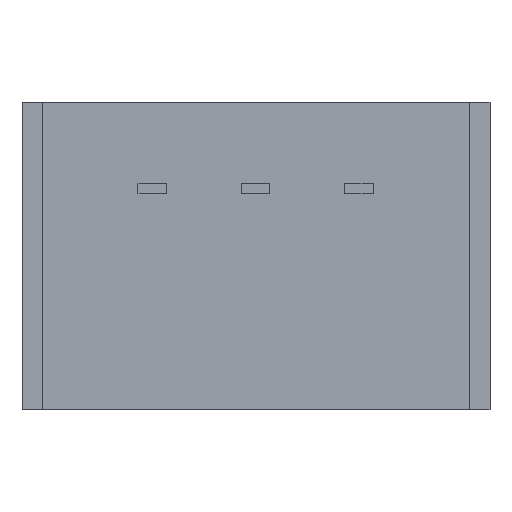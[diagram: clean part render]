
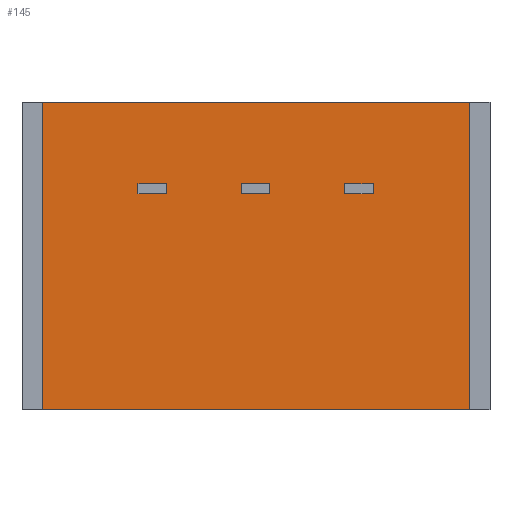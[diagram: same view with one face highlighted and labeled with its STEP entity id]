
A CAD part, front view. The second image highlights one B-rep face of the part: STEP entity #145.
In plain terms, the highlighted planar face has unit normal (0, -1, 0).
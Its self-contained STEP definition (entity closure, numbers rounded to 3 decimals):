
#9 = EDGE_CURVE ( 'NONE', #159, #216, #782, .T. ) ;
#15 = CARTESIAN_POINT ( 'NONE',  ( 5.25, -4.85, 7.55 ) ) ;
#20 = EDGE_CURVE ( 'NONE', #249, #135, #512, .T. ) ;
#44 = LINE ( 'NONE', #364, #650 ) ;
#45 = VECTOR ( 'NONE', #74, 1000. ) ;
#47 = ORIENTED_EDGE ( 'NONE', *, *, #500, .F. ) ;
#48 = CARTESIAN_POINT ( 'NONE',  ( 0.34, -4.85, 5.3 ) ) ;
#56 = CARTESIAN_POINT ( 'NONE',  ( 2.18, -4.85, 5.55 ) ) ;
#60 = CARTESIAN_POINT ( 'NONE',  ( -0.36, -4.85, 5.55 ) ) ;
#70 = VECTOR ( 'NONE', #788, 1000. ) ;
#74 = DIRECTION ( 'NONE',  ( 0., 0., 1. ) ) ;
#91 = CARTESIAN_POINT ( 'NONE',  ( 2.18, -4.85, 5.55 ) ) ;
#98 = ORIENTED_EDGE ( 'NONE', *, *, #337, .F. ) ;
#102 = DIRECTION ( 'NONE',  ( 0., 0., 1. ) ) ;
#105 = VECTOR ( 'NONE', #233, 1000. ) ;
#119 = ORIENTED_EDGE ( 'NONE', *, *, #242, .F. ) ;
#120 = CARTESIAN_POINT ( 'NONE',  ( 2.88, -4.85, 5.55 ) ) ;
#130 = AXIS2_PLACEMENT_3D ( 'NONE', #221, #404, #469 ) ;
#135 = VERTEX_POINT ( 'NONE', #698 ) ;
#141 = CARTESIAN_POINT ( 'NONE',  ( 2.18, -4.85, 5.3 ) ) ;
#143 = EDGE_LOOP ( 'NONE', ( #776, #344, #248, #618 ) ) ;
#145 = ADVANCED_FACE ( 'NONE', ( #177, #730, #300, #761 ), #285, .F. ) ;
#158 = ORIENTED_EDGE ( 'NONE', *, *, #460, .F. ) ;
#159 = VERTEX_POINT ( 'NONE', #416 ) ;
#167 = LINE ( 'NONE', #91, #269 ) ;
#168 = VECTOR ( 'NONE', #780, 1000. ) ;
#170 = CARTESIAN_POINT ( 'NONE',  ( 0., -4.85, 0. ) ) ;
#171 = VERTEX_POINT ( 'NONE', #713 ) ;
#173 = DIRECTION ( 'NONE',  ( 1., 0., 0. ) ) ;
#177 = FACE_BOUND ( 'NONE', #196, .T. ) ;
#180 = CARTESIAN_POINT ( 'NONE',  ( -2.9, -4.85, 5.55 ) ) ;
#194 = LINE ( 'NONE', #610, #682 ) ;
#195 = EDGE_CURVE ( 'NONE', #200, #171, #609, .T. ) ;
#196 = EDGE_LOOP ( 'NONE', ( #553, #218, #470, #98 ) ) ;
#199 = DIRECTION ( 'NONE',  ( 0., 0., 1. ) ) ;
#200 = VERTEX_POINT ( 'NONE', #415 ) ;
#209 = DIRECTION ( 'NONE',  ( 0., 0., -1. ) ) ;
#211 = CARTESIAN_POINT ( 'NONE',  ( 0., -4.85, 7.55 ) ) ;
#212 = EDGE_CURVE ( 'NONE', #429, #286, #556, .T. ) ;
#215 = VECTOR ( 'NONE', #243, 1000. ) ;
#216 = VERTEX_POINT ( 'NONE', #588 ) ;
#218 = ORIENTED_EDGE ( 'NONE', *, *, #601, .F. ) ;
#221 = CARTESIAN_POINT ( 'NONE',  ( 0., -4.85, 7.55 ) ) ;
#233 = DIRECTION ( 'NONE',  ( 1., 0., 0. ) ) ;
#242 = EDGE_CURVE ( 'NONE', #748, #652, #409, .T. ) ;
#243 = DIRECTION ( 'NONE',  ( 0., 0., -1. ) ) ;
#246 = VECTOR ( 'NONE', #742, 1000. ) ;
#248 = ORIENTED_EDGE ( 'NONE', *, *, #699, .F. ) ;
#249 = VERTEX_POINT ( 'NONE', #589 ) ;
#252 = EDGE_CURVE ( 'NONE', #171, #135, #478, .T. ) ;
#253 = LINE ( 'NONE', #180, #70 ) ;
#254 = VECTOR ( 'NONE', #209, 1000. ) ;
#260 = LINE ( 'NONE', #60, #549 ) ;
#269 = VECTOR ( 'NONE', #520, 1000. ) ;
#285 = PLANE ( 'NONE',  #130 ) ;
#286 = VERTEX_POINT ( 'NONE', #426 ) ;
#294 = VERTEX_POINT ( 'NONE', #727 ) ;
#300 = FACE_BOUND ( 'NONE', #504, .T. ) ;
#314 = CARTESIAN_POINT ( 'NONE',  ( -0.36, -4.85, 5.55 ) ) ;
#323 = EDGE_CURVE ( 'NONE', #216, #793, #253, .T. ) ;
#325 = ORIENTED_EDGE ( 'NONE', *, *, #765, .F. ) ;
#326 = CARTESIAN_POINT ( 'NONE',  ( -2.9, -4.85, 5.55 ) ) ;
#330 = VECTOR ( 'NONE', #102, 1000. ) ;
#331 = VERTEX_POINT ( 'NONE', #120 ) ;
#337 = EDGE_CURVE ( 'NONE', #294, #429, #456, .T. ) ;
#344 = ORIENTED_EDGE ( 'NONE', *, *, #20, .F. ) ;
#346 = ORIENTED_EDGE ( 'NONE', *, *, #365, .F. ) ;
#364 = CARTESIAN_POINT ( 'NONE',  ( -2.9, -4.85, 5.3 ) ) ;
#365 = EDGE_CURVE ( 'NONE', #558, #159, #44, .T. ) ;
#366 = CARTESIAN_POINT ( 'NONE',  ( -0.36, -4.85, 5.55 ) ) ;
#381 = DIRECTION ( 'NONE',  ( 0., 0., -1. ) ) ;
#386 = LINE ( 'NONE', #366, #215 ) ;
#387 = EDGE_CURVE ( 'NONE', #413, #748, #417, .T. ) ;
#404 = DIRECTION ( 'NONE',  ( 0., 1., 0. ) ) ;
#409 = LINE ( 'NONE', #423, #628 ) ;
#413 = VERTEX_POINT ( 'NONE', #56 ) ;
#415 = CARTESIAN_POINT ( 'NONE',  ( -5.25, -4.85, 7.55 ) ) ;
#416 = CARTESIAN_POINT ( 'NONE',  ( -2.2, -4.85, 5.3 ) ) ;
#417 = LINE ( 'NONE', #665, #168 ) ;
#418 = EDGE_CURVE ( 'NONE', #554, #294, #386, .T. ) ;
#423 = CARTESIAN_POINT ( 'NONE',  ( 2.18, -4.85, 5.3 ) ) ;
#426 = CARTESIAN_POINT ( 'NONE',  ( 0.34, -4.85, 5.55 ) ) ;
#429 = VERTEX_POINT ( 'NONE', #48 ) ;
#431 = DIRECTION ( 'NONE',  ( 1., 0., 0. ) ) ;
#435 = DIRECTION ( 'NONE',  ( -1., 0., 0. ) ) ;
#456 = LINE ( 'NONE', #606, #667 ) ;
#460 = EDGE_CURVE ( 'NONE', #652, #331, #194, .T. ) ;
#469 = DIRECTION ( 'NONE',  ( 0., 0., 1. ) ) ;
#470 = ORIENTED_EDGE ( 'NONE', *, *, #212, .F. ) ;
#478 = LINE ( 'NONE', #170, #105 ) ;
#484 = DIRECTION ( 'NONE',  ( 1., 0., 0. ) ) ;
#500 = EDGE_CURVE ( 'NONE', #793, #558, #705, .T. ) ;
#504 = EDGE_LOOP ( 'NONE', ( #47, #620, #711, #346 ) ) ;
#511 = VECTOR ( 'NONE', #532, 1000. ) ;
#512 = LINE ( 'NONE', #15, #254 ) ;
#520 = DIRECTION ( 'NONE',  ( -1., 0., 0. ) ) ;
#532 = DIRECTION ( 'NONE',  ( 0., 0., -1. ) ) ;
#549 = VECTOR ( 'NONE', #435, 1000. ) ;
#553 = ORIENTED_EDGE ( 'NONE', *, *, #418, .F. ) ;
#554 = VERTEX_POINT ( 'NONE', #314 ) ;
#556 = LINE ( 'NONE', #769, #330 ) ;
#558 = VERTEX_POINT ( 'NONE', #616 ) ;
#586 = EDGE_LOOP ( 'NONE', ( #603, #325, #158, #119 ) ) ;
#588 = CARTESIAN_POINT ( 'NONE',  ( -2.2, -4.85, 5.55 ) ) ;
#589 = CARTESIAN_POINT ( 'NONE',  ( 5.25, -4.85, 7.55 ) ) ;
#601 = EDGE_CURVE ( 'NONE', #286, #554, #260, .T. ) ;
#603 = ORIENTED_EDGE ( 'NONE', *, *, #387, .F. ) ;
#606 = CARTESIAN_POINT ( 'NONE',  ( -0.36, -4.85, 5.3 ) ) ;
#609 = LINE ( 'NONE', #710, #511 ) ;
#610 = CARTESIAN_POINT ( 'NONE',  ( 2.88, -4.85, 5.55 ) ) ;
#616 = CARTESIAN_POINT ( 'NONE',  ( -2.9, -4.85, 5.3 ) ) ;
#618 = ORIENTED_EDGE ( 'NONE', *, *, #195, .T. ) ;
#620 = ORIENTED_EDGE ( 'NONE', *, *, #323, .F. ) ;
#626 = VECTOR ( 'NONE', #381, 1000. ) ;
#628 = VECTOR ( 'NONE', #173, 1000. ) ;
#634 = CARTESIAN_POINT ( 'NONE',  ( 2.88, -4.85, 5.3 ) ) ;
#644 = CARTESIAN_POINT ( 'NONE',  ( -2.9, -4.85, 5.55 ) ) ;
#648 = LINE ( 'NONE', #211, #246 ) ;
#650 = VECTOR ( 'NONE', #431, 1000. ) ;
#652 = VERTEX_POINT ( 'NONE', #634 ) ;
#665 = CARTESIAN_POINT ( 'NONE',  ( 2.18, -4.85, 5.55 ) ) ;
#667 = VECTOR ( 'NONE', #484, 1000. ) ;
#682 = VECTOR ( 'NONE', #199, 1000. ) ;
#698 = CARTESIAN_POINT ( 'NONE',  ( 5.25, -4.85, 0. ) ) ;
#699 = EDGE_CURVE ( 'NONE', #200, #249, #648, .T. ) ;
#705 = LINE ( 'NONE', #326, #626 ) ;
#710 = CARTESIAN_POINT ( 'NONE',  ( -5.25, -4.85, 7.55 ) ) ;
#711 = ORIENTED_EDGE ( 'NONE', *, *, #9, .F. ) ;
#713 = CARTESIAN_POINT ( 'NONE',  ( -5.25, -4.85, 0. ) ) ;
#727 = CARTESIAN_POINT ( 'NONE',  ( -0.36, -4.85, 5.3 ) ) ;
#730 = FACE_OUTER_BOUND ( 'NONE', #143, .T. ) ;
#742 = DIRECTION ( 'NONE',  ( 1., 0., 0. ) ) ;
#746 = CARTESIAN_POINT ( 'NONE',  ( -2.2, -4.85, 5.55 ) ) ;
#748 = VERTEX_POINT ( 'NONE', #141 ) ;
#761 = FACE_BOUND ( 'NONE', #586, .T. ) ;
#765 = EDGE_CURVE ( 'NONE', #331, #413, #167, .T. ) ;
#769 = CARTESIAN_POINT ( 'NONE',  ( 0.34, -4.85, 5.55 ) ) ;
#776 = ORIENTED_EDGE ( 'NONE', *, *, #252, .T. ) ;
#780 = DIRECTION ( 'NONE',  ( 0., 0., -1. ) ) ;
#782 = LINE ( 'NONE', #746, #45 ) ;
#788 = DIRECTION ( 'NONE',  ( -1., 0., 0. ) ) ;
#793 = VERTEX_POINT ( 'NONE', #644 ) ;
